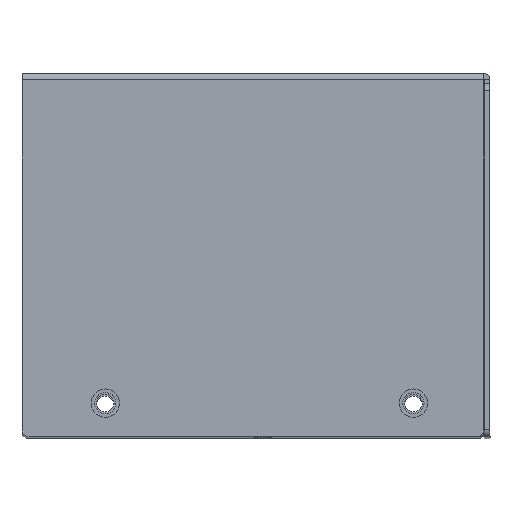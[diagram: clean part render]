
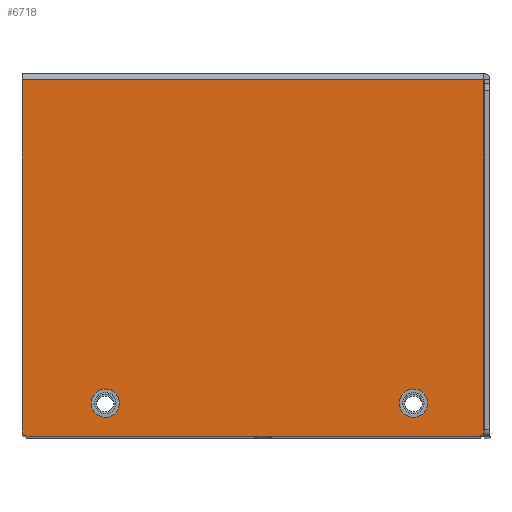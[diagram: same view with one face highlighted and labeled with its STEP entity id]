
A CAD part, top view. The second image highlights one B-rep face of the part: STEP entity #6718.
In plain terms, the highlighted face is planar.
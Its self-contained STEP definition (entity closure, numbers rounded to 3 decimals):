
#564=FACE_BOUND('',#1547,.T.);
#565=FACE_BOUND('',#1548,.T.);
#759=PLANE('',#7239);
#1100=FACE_OUTER_BOUND('',#1546,.T.);
#1546=EDGE_LOOP('',(#6259,#6260,#6261,#6262,#6263,#6264));
#1547=EDGE_LOOP('',(#6265,#6266));
#1548=EDGE_LOOP('',(#6267,#6268));
#2132=LINE('',#13718,#2724);
#2135=LINE('',#13724,#2727);
#2143=LINE('',#13748,#2735);
#2144=LINE('',#13752,#2736);
#2724=VECTOR('',#8722,10.);
#2727=VECTOR('',#8727,10.);
#2735=VECTOR('',#8759,10.);
#2736=VECTOR('',#8766,0.452);
#2858=CIRCLE('',#7028,2.);
#2859=CIRCLE('',#7029,2.);
#2864=CIRCLE('',#7036,2.);
#2865=CIRCLE('',#7037,2.);
#2927=CIRCLE('',#7214,1.);
#2929=CIRCLE('',#7217,1.);
#3183=VERTEX_POINT('',#9902);
#3184=VERTEX_POINT('',#9903);
#3189=VERTEX_POINT('',#9918);
#3190=VERTEX_POINT('',#9919);
#3535=VERTEX_POINT('',#13702);
#3536=VERTEX_POINT('',#13704);
#3539=VERTEX_POINT('',#13711);
#3540=VERTEX_POINT('',#13713);
#3542=VERTEX_POINT('',#13722);
#3546=VERTEX_POINT('',#13747);
#3918=EDGE_CURVE('',#3183,#3184,#2858,.T.);
#3919=EDGE_CURVE('',#3184,#3183,#2859,.T.);
#3926=EDGE_CURVE('',#3189,#3190,#2864,.T.);
#3927=EDGE_CURVE('',#3190,#3189,#2865,.T.);
#4430=EDGE_CURVE('',#3536,#3535,#2927,.T.);
#4434=EDGE_CURVE('',#3540,#3539,#2929,.T.);
#4437=EDGE_CURVE('',#3540,#3535,#2132,.T.);
#4440=EDGE_CURVE('',#3542,#3539,#2135,.T.);
#4452=EDGE_CURVE('',#3542,#3546,#2143,.T.);
#4455=EDGE_CURVE('',#3536,#3546,#2144,.T.);
#6259=ORIENTED_EDGE('',*,*,#4430,.T.);
#6260=ORIENTED_EDGE('',*,*,#4437,.F.);
#6261=ORIENTED_EDGE('',*,*,#4434,.T.);
#6262=ORIENTED_EDGE('',*,*,#4440,.F.);
#6263=ORIENTED_EDGE('',*,*,#4452,.T.);
#6264=ORIENTED_EDGE('',*,*,#4455,.F.);
#6265=ORIENTED_EDGE('',*,*,#3918,.T.);
#6266=ORIENTED_EDGE('',*,*,#3919,.T.);
#6267=ORIENTED_EDGE('',*,*,#3926,.T.);
#6268=ORIENTED_EDGE('',*,*,#3927,.T.);
#6718=ADVANCED_FACE('',(#1100,#564,#565),#759,.T.);
#7028=AXIS2_PLACEMENT_3D('',#9904,#8031,#8032);
#7029=AXIS2_PLACEMENT_3D('',#9905,#8033,#8034);
#7036=AXIS2_PLACEMENT_3D('',#9920,#8049,#8050);
#7037=AXIS2_PLACEMENT_3D('',#9921,#8051,#8052);
#7214=AXIS2_PLACEMENT_3D('',#13705,#8708,#8709);
#7217=AXIS2_PLACEMENT_3D('',#13714,#8716,#8717);
#7239=AXIS2_PLACEMENT_3D('',#13762,#8778,#8779);
#8031=DIRECTION('center_axis',(-1.,0.,0.));
#8032=DIRECTION('ref_axis',(0.,0.,1.));
#8033=DIRECTION('center_axis',(-1.,0.,0.));
#8034=DIRECTION('ref_axis',(0.,0.,1.));
#8049=DIRECTION('center_axis',(-1.,0.,0.));
#8050=DIRECTION('ref_axis',(0.,0.,1.));
#8051=DIRECTION('center_axis',(-1.,0.,0.));
#8052=DIRECTION('ref_axis',(0.,0.,1.));
#8708=DIRECTION('center_axis',(1.,0.,0.));
#8709=DIRECTION('ref_axis',(0.,0.,
-1.));
#8716=DIRECTION('center_axis',(1.,0.,0.));
#8717=DIRECTION('ref_axis',(0.,1.,0.));
#8722=DIRECTION('',(0.,0.,1.));
#8727=DIRECTION('',(0.,-1.,0.));
#8759=DIRECTION('',(0.,0.,1.));
#8766=DIRECTION('',(0.,1.,0.));
#8778=DIRECTION('center_axis',(1.,0.,0.));
#8779=DIRECTION('ref_axis',(0.,0.,1.));
#9902=CARTESIAN_POINT('',(65.,-45.7,-20.2));
#9903=CARTESIAN_POINT('',(65.,-45.7,-24.2));
#9904=CARTESIAN_POINT('Origin',(65.,-45.7,-22.2));
#9905=CARTESIAN_POINT('Origin',(65.,-45.7,-22.2));
#9918=CARTESIAN_POINT('',(65.,-45.7,23.25));
#9919=CARTESIAN_POINT('',(65.,-45.7,19.25));
#9920=CARTESIAN_POINT('Origin',(65.,-45.7,21.25));
#9921=CARTESIAN_POINT('Origin',(65.,-45.7,21.25));
#13702=CARTESIAN_POINT('',(65.,-50.45,32.));
#13704=CARTESIAN_POINT('',(65.,-49.45,33.));
#13705=CARTESIAN_POINT('Origin',(65.,-49.45,32.));
#13711=CARTESIAN_POINT('',(65.,-49.45,-32.1));
#13713=CARTESIAN_POINT('',(65.,-50.45,-31.1));
#13714=CARTESIAN_POINT('Origin',(65.,-49.45,-31.1));
#13718=CARTESIAN_POINT('',(65.,-50.45,-32.1));
#13722=CARTESIAN_POINT('',(65.,-0.1,-32.1));
#13724=CARTESIAN_POINT('',(65.,-0.1,-32.1));
#13747=CARTESIAN_POINT('',(65.,-0.1,33.));
#13748=CARTESIAN_POINT('',(65.,-0.1,0.45));
#13752=CARTESIAN_POINT('',(65.,1.32,33.));
#13762=CARTESIAN_POINT('Origin',(65.,-24.92,0.45));
